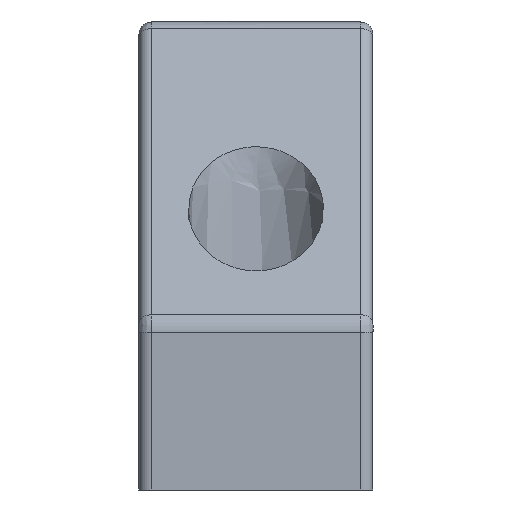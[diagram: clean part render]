
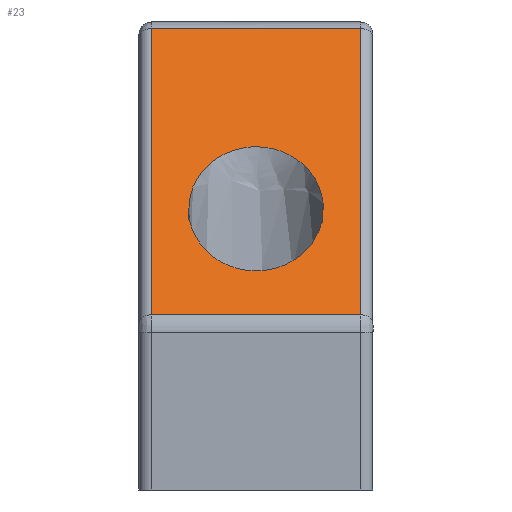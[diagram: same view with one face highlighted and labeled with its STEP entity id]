
A CAD part, front view. The second image highlights one B-rep face of the part: STEP entity #23.
In plain terms, the highlighted planar face has unit normal (0, -0.677, 0.736).
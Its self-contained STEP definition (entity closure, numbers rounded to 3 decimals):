
#15=FACE_BOUND('',#137,.T.);
#23=ADVANCED_FACE('',(#79,#15),#881,.T.);
#79=FACE_OUTER_BOUND('',#136,.T.);
#136=EDGE_LOOP('',(#224,#225,#226,#227));
#137=EDGE_LOOP('',(#228,#229));
#224=ORIENTED_EDGE('',*,*,#487,.T.);
#225=ORIENTED_EDGE('',*,*,#489,.F.);
#226=ORIENTED_EDGE('',*,*,#510,.T.);
#227=ORIENTED_EDGE('',*,*,#507,.T.);
#228=ORIENTED_EDGE('',*,*,#500,.T.);
#229=ORIENTED_EDGE('',*,*,#583,.T.);
#487=EDGE_CURVE('',#796,#797,#723,.T.);
#489=EDGE_CURVE('',#799,#797,#725,.T.);
#500=EDGE_CURVE('',#761,#833,#730,.T.);
#507=EDGE_CURVE('',#798,#796,#733,.T.);
#510=EDGE_CURVE('',#799,#798,#736,.T.);
#583=EDGE_CURVE('',#833,#761,#756,.T.);
#723=B_SPLINE_CURVE_WITH_KNOTS('',1,(#1514,#1515),.UNSPECIFIED.,.F.,.F.,
(2,2),(0.878,35.22),.UNSPECIFIED.);
#725=B_SPLINE_CURVE_WITH_KNOTS('',1,(#1518,#1519),.UNSPECIFIED.,.F.,.F.,
(2,2),(1.,18.),.UNSPECIFIED.);
#730=B_SPLINE_CURVE_WITH_KNOTS('',3,(#1543,#1544,#1545,#1546,#1547,#1548,
#1549,#1550,#1551,#1552,#1553,#1554,#1555,#1556,#1557,#1558,#1559,#1560,
#1561,#1562,#1563),.UNSPECIFIED.,.F.,.F.,(4,2,2,2,2,3,2,2,2,4),(0.,1.31,
2.62,5.235,7.909,10.623,13.181,
15.697,18.143,20.59),.UNSPECIFIED.);
#733=B_SPLINE_CURVE_WITH_KNOTS('',1,(#1598,#1599),.UNSPECIFIED.,.F.,.F.,
(2,2),(1.,18.),.UNSPECIFIED.);
#736=B_SPLINE_CURVE_WITH_KNOTS('',1,(#1604,#1605),.UNSPECIFIED.,.F.,.F.,
(2,2),(0.78,35.122),.UNSPECIFIED.);
#756=B_SPLINE_CURVE_WITH_KNOTS('',3,(#1897,#1898,#1899,#1900,#1901,#1902,
#1903,#1904,#1905,#1906,#1907,#1908,#1909,#1910,#1911,#1912,#1913,#1914,
#1915),.UNSPECIFIED.,.F.,.F.,(4,2,2,2,3,2,2,2,4),(20.59,23.129,
25.666,28.252,30.869,33.505,36.094,
38.6,41.108),.UNSPECIFIED.);
#761=VERTEX_POINT('',#1379);
#796=VERTEX_POINT('',#1414);
#797=VERTEX_POINT('',#1415);
#798=VERTEX_POINT('',#1416);
#799=VERTEX_POINT('',#1417);
#833=VERTEX_POINT('',#1451);
#881=PLANE('',#985);
#985=AXIS2_PLACEMENT_3D('',#1187,#1068,$);
#1068=DIRECTION('',(0.,-0.677,0.736));
#1187=CARTESIAN_POINT('',(68.06,205.072,38.));
#1379=CARTESIAN_POINT('',(83.012,189.087,23.302));
#1414=CARTESIAN_POINT('',(86.06,179.218,14.227));
#1415=CARTESIAN_POINT('',(86.06,204.498,37.472));
#1416=CARTESIAN_POINT('',(69.06,179.218,14.227));
#1417=CARTESIAN_POINT('',(69.06,204.498,37.472));
#1451=CARTESIAN_POINT('',(72.107,188.084,22.38));
#1514=CARTESIAN_POINT('',(86.06,179.218,14.227));
#1515=CARTESIAN_POINT('',(86.06,204.498,37.472));
#1518=CARTESIAN_POINT('',(69.06,204.498,37.472));
#1519=CARTESIAN_POINT('',(86.06,204.498,37.472));
#1543=CARTESIAN_POINT('',(83.012,189.087,23.302));
#1544=CARTESIAN_POINT('',(83.042,188.769,23.01));
#1545=CARTESIAN_POINT('',(83.044,188.449,22.716));
#1546=CARTESIAN_POINT('',(82.993,187.813,22.131));
#1547=CARTESIAN_POINT('',(82.939,187.496,21.839));
#1548=CARTESIAN_POINT('',(82.694,186.559,20.977));
#1549=CARTESIAN_POINT('',(82.415,185.944,20.412));
#1550=CARTESIAN_POINT('',(81.598,184.804,19.364));
#1551=CARTESIAN_POINT('',(81.046,184.271,18.873));
#1552=CARTESIAN_POINT('',(79.651,183.443,18.112));
#1553=CARTESIAN_POINT('',(78.819,183.163,17.855));
#1554=CARTESIAN_POINT('',(77.912,183.105,17.801));
#1555=CARTESIAN_POINT('',(77.059,183.05,17.751));
#1556=CARTESIAN_POINT('',(76.23,183.197,17.886));
#1557=CARTESIAN_POINT('',(74.753,183.802,18.442));
#1558=CARTESIAN_POINT('',(74.138,184.239,18.844));
#1559=CARTESIAN_POINT('',(73.177,185.22,19.746));
#1560=CARTESIAN_POINT('',(72.817,185.766,20.248));
#1561=CARTESIAN_POINT('',(72.31,186.897,21.288));
#1562=CARTESIAN_POINT('',(72.16,187.49,21.834));
#1563=CARTESIAN_POINT('',(72.107,188.084,22.38));
#1598=CARTESIAN_POINT('',(69.06,179.218,14.227));
#1599=CARTESIAN_POINT('',(86.06,179.218,14.227));
#1604=CARTESIAN_POINT('',(69.06,204.498,37.472));
#1605=CARTESIAN_POINT('',(69.06,179.218,14.227));
#1897=CARTESIAN_POINT('',(72.107,188.084,22.38));
#1898=CARTESIAN_POINT('',(72.052,188.7,22.946));
#1899=CARTESIAN_POINT('',(72.101,189.324,23.52));
#1900=CARTESIAN_POINT('',(72.412,190.537,24.635));
#1901=CARTESIAN_POINT('',(72.675,191.134,25.185));
#1902=CARTESIAN_POINT('',(73.443,192.246,26.207));
#1903=CARTESIAN_POINT('',(73.96,192.769,26.688));
#1904=CARTESIAN_POINT('',(75.264,193.604,27.456));
#1905=CARTESIAN_POINT('',(76.045,193.907,27.734));
#1906=CARTESIAN_POINT('',(76.91,194.01,27.829));
#1907=CARTESIAN_POINT('',(77.782,194.114,27.925));
#1908=CARTESIAN_POINT('',(78.645,194.005,27.824));
#1909=CARTESIAN_POINT('',(80.207,193.437,27.302));
#1910=CARTESIAN_POINT('',(80.859,193.002,26.902));
#1911=CARTESIAN_POINT('',(81.878,192.012,25.992));
#1912=CARTESIAN_POINT('',(82.258,191.456,25.48));
#1913=CARTESIAN_POINT('',(82.794,190.302,24.419));
#1914=CARTESIAN_POINT('',(82.954,189.695,23.861));
#1915=CARTESIAN_POINT('',(83.012,189.087,23.302));
